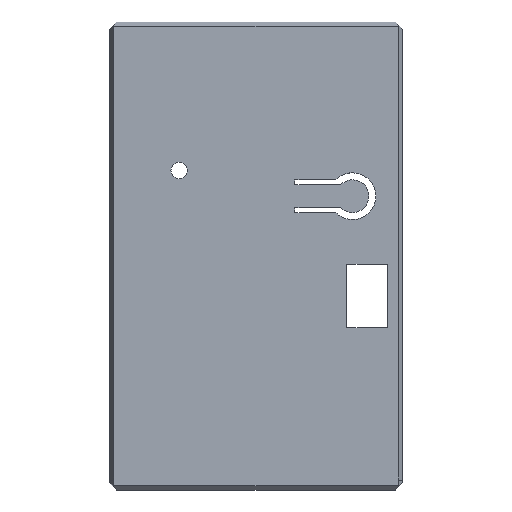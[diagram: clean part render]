
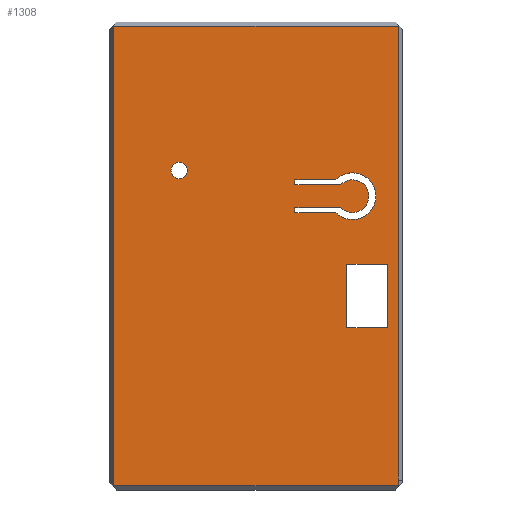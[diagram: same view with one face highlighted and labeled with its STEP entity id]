
A CAD part, top view. The second image highlights one B-rep face of the part: STEP entity #1308.
In plain terms, the highlighted planar face has unit normal (0, 0, 1).
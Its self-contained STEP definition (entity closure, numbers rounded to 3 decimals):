
#392 = VERTEX_POINT('',#393);
#393 = CARTESIAN_POINT('',(11.1,-9.4,12.6));
#399 = EDGE_CURVE('',#392,#400,#402,.T.);
#400 = VERTEX_POINT('',#401);
#401 = CARTESIAN_POINT('',(16.1,-9.4,12.6));
#402 = LINE('',#403,#404);
#403 = CARTESIAN_POINT('',(11.1,-9.4,12.6));
#404 = VECTOR('',#405,1.);
#405 = DIRECTION('',(1.,0.,0.));
#463 = VERTEX_POINT('',#464);
#464 = CARTESIAN_POINT('',(16.1,-1.6,12.6));
#470 = EDGE_CURVE('',#463,#471,#473,.T.);
#471 = VERTEX_POINT('',#472);
#472 = CARTESIAN_POINT('',(11.1,-1.6,12.6));
#473 = LINE('',#474,#475);
#474 = CARTESIAN_POINT('',(16.1,-1.6,12.6));
#475 = VECTOR('',#476,1.);
#476 = DIRECTION('',(-1.,0.,0.));
#1052 = VERTEX_POINT('',#1053);
#1053 = CARTESIAN_POINT('',(10.372,8.1,12.6));
#1059 = EDGE_CURVE('',#1052,#1060,#1062,.T.);
#1060 = VERTEX_POINT('',#1061);
#1061 = CARTESIAN_POINT('',(10.372,5.3,12.6));
#1062 = CIRCLE('',#1063,2.);
#1063 = AXIS2_PLACEMENT_3D('',#1064,#1065,#1066);
#1064 = CARTESIAN_POINT('',(11.8,6.7,12.6));
#1065 = DIRECTION('',(0.,0.,-1.));
#1066 = DIRECTION('',(1.,0.,0.));
#1084 = EDGE_CURVE('',#1052,#1085,#1087,.T.);
#1085 = VERTEX_POINT('',#1086);
#1086 = CARTESIAN_POINT('',(4.76,8.1,12.6));
#1087 = LINE('',#1088,#1089);
#1088 = CARTESIAN_POINT('',(10.372,8.1,12.6));
#1089 = VECTOR('',#1090,1.);
#1090 = DIRECTION('',(-1.,0.,0.));
#1108 = EDGE_CURVE('',#1085,#1109,#1111,.T.);
#1109 = VERTEX_POINT('',#1110);
#1110 = CARTESIAN_POINT('',(4.76,8.7,12.6));
#1111 = LINE('',#1112,#1113);
#1112 = CARTESIAN_POINT('',(4.76,8.1,12.6));
#1113 = VECTOR('',#1114,1.);
#1114 = DIRECTION('',(0.,1.,0.));
#1132 = EDGE_CURVE('',#1109,#1133,#1135,.T.);
#1133 = VERTEX_POINT('',#1134);
#1134 = CARTESIAN_POINT('',(9.76,8.7,12.6));
#1135 = LINE('',#1136,#1137);
#1136 = CARTESIAN_POINT('',(4.76,8.7,12.6));
#1137 = VECTOR('',#1138,1.);
#1138 = DIRECTION('',(1.,0.,0.));
#1156 = EDGE_CURVE('',#1133,#1157,#1159,.T.);
#1157 = VERTEX_POINT('',#1158);
#1158 = CARTESIAN_POINT('',(9.76,4.7,12.6));
#1159 = CIRCLE('',#1160,2.857);
#1160 = AXIS2_PLACEMENT_3D('',#1161,#1162,#1163);
#1161 = CARTESIAN_POINT('',(11.8,6.7,12.6));
#1162 = DIRECTION('',(0.,0.,-1.));
#1163 = DIRECTION('',(1.,0.,0.));
#1181 = EDGE_CURVE('',#1157,#1182,#1184,.T.);
#1182 = VERTEX_POINT('',#1183);
#1183 = CARTESIAN_POINT('',(4.76,4.7,12.6));
#1184 = LINE('',#1185,#1186);
#1185 = CARTESIAN_POINT('',(9.76,4.7,12.6));
#1186 = VECTOR('',#1187,1.);
#1187 = DIRECTION('',(-1.,0.,0.));
#1205 = EDGE_CURVE('',#1182,#1206,#1208,.T.);
#1206 = VERTEX_POINT('',#1207);
#1207 = CARTESIAN_POINT('',(4.76,5.3,12.6));
#1208 = LINE('',#1209,#1210);
#1209 = CARTESIAN_POINT('',(4.76,4.7,12.6));
#1210 = VECTOR('',#1211,1.);
#1211 = DIRECTION('',(0.,1.,0.));
#1229 = EDGE_CURVE('',#1206,#1060,#1230,.T.);
#1230 = LINE('',#1231,#1232);
#1231 = CARTESIAN_POINT('',(4.76,5.3,12.6));
#1232 = VECTOR('',#1233,1.);
#1233 = DIRECTION('',(1.,0.,0.));
#1272 = VERTEX_POINT('',#1273);
#1273 = CARTESIAN_POINT('',(-8.4,9.85,12.6));
#1279 = EDGE_CURVE('',#1272,#1272,#1280,.T.);
#1280 = CIRCLE('',#1281,1.);
#1281 = AXIS2_PLACEMENT_3D('',#1282,#1283,#1284);
#1282 = CARTESIAN_POINT('',(-9.4,9.85,12.6));
#1283 = DIRECTION('',(0.,0.,-1.));
#1284 = DIRECTION('',(1.,0.,0.));
#1296 = EDGE_CURVE('',#471,#392,#1297,.T.);
#1297 = LINE('',#1298,#1299);
#1298 = CARTESIAN_POINT('',(11.1,-1.6,12.6));
#1299 = VECTOR('',#1300,1.);
#1300 = DIRECTION('',(0.,-1.,0.));
#1308 = ADVANCED_FACE('',(#1309,#1359,#1370,#1373),#1383,.T.);
#1309 = FACE_BOUND('',#1310,.T.);
#1310 = EDGE_LOOP('',(#1311,#1321,#1329,#1337,#1345,#1353));
#1311 = ORIENTED_EDGE('',*,*,#1312,.F.);
#1312 = EDGE_CURVE('',#1313,#1315,#1317,.T.);
#1313 = VERTEX_POINT('',#1314);
#1314 = CARTESIAN_POINT('',(-17.4,-28.7,12.6));
#1315 = VERTEX_POINT('',#1316);
#1316 = CARTESIAN_POINT('',(-17.4,-28.,12.6));
#1317 = LINE('',#1318,#1319);
#1318 = CARTESIAN_POINT('',(-17.4,-29.2,12.6));
#1319 = VECTOR('',#1320,1.);
#1320 = DIRECTION('',(0.,1.,0.));
#1321 = ORIENTED_EDGE('',*,*,#1322,.T.);
#1322 = EDGE_CURVE('',#1313,#1323,#1325,.T.);
#1323 = VERTEX_POINT('',#1324);
#1324 = CARTESIAN_POINT('',(17.4,-28.7,12.6));
#1325 = LINE('',#1326,#1327);
#1326 = CARTESIAN_POINT('',(-17.4,-28.7,12.6));
#1327 = VECTOR('',#1328,1.);
#1328 = DIRECTION('',(1.,0.,0.));
#1329 = ORIENTED_EDGE('',*,*,#1330,.F.);
#1330 = EDGE_CURVE('',#1331,#1323,#1333,.T.);
#1331 = VERTEX_POINT('',#1332);
#1332 = CARTESIAN_POINT('',(17.4,-28.,12.6));
#1333 = LINE('',#1334,#1335);
#1334 = CARTESIAN_POINT('',(17.4,-28.,12.6));
#1335 = VECTOR('',#1336,1.);
#1336 = DIRECTION('',(-0.,-1.,-0.));
#1337 = ORIENTED_EDGE('',*,*,#1338,.F.);
#1338 = EDGE_CURVE('',#1339,#1331,#1341,.T.);
#1339 = VERTEX_POINT('',#1340);
#1340 = CARTESIAN_POINT('',(17.4,27.5,12.6));
#1341 = LINE('',#1342,#1343);
#1342 = CARTESIAN_POINT('',(17.4,28.,12.6));
#1343 = VECTOR('',#1344,1.);
#1344 = DIRECTION('',(0.,-1.,0.));
#1345 = ORIENTED_EDGE('',*,*,#1346,.F.);
#1346 = EDGE_CURVE('',#1347,#1339,#1349,.T.);
#1347 = VERTEX_POINT('',#1348);
#1348 = CARTESIAN_POINT('',(-17.4,27.5,12.6));
#1349 = LINE('',#1350,#1351);
#1350 = CARTESIAN_POINT('',(-17.9,27.5,12.6));
#1351 = VECTOR('',#1352,1.);
#1352 = DIRECTION('',(1.,0.,0.));
#1353 = ORIENTED_EDGE('',*,*,#1354,.F.);
#1354 = EDGE_CURVE('',#1315,#1347,#1355,.T.);
#1355 = LINE('',#1356,#1357);
#1356 = CARTESIAN_POINT('',(-17.4,-28.,12.6));
#1357 = VECTOR('',#1358,1.);
#1358 = DIRECTION('',(0.,1.,0.));
#1359 = FACE_BOUND('',#1360,.T.);
#1360 = EDGE_LOOP('',(#1361,#1362,#1363,#1364));
#1361 = ORIENTED_EDGE('',*,*,#399,.F.);
#1362 = ORIENTED_EDGE('',*,*,#1296,.F.);
#1363 = ORIENTED_EDGE('',*,*,#470,.F.);
#1364 = ORIENTED_EDGE('',*,*,#1365,.F.);
#1365 = EDGE_CURVE('',#400,#463,#1366,.T.);
#1366 = LINE('',#1367,#1368);
#1367 = CARTESIAN_POINT('',(16.1,-9.4,12.6));
#1368 = VECTOR('',#1369,1.);
#1369 = DIRECTION('',(0.,1.,0.));
#1370 = FACE_BOUND('',#1371,.T.);
#1371 = EDGE_LOOP('',(#1372));
#1372 = ORIENTED_EDGE('',*,*,#1279,.T.);
#1373 = FACE_BOUND('',#1374,.T.);
#1374 = EDGE_LOOP('',(#1375,#1376,#1377,#1378,#1379,#1380,#1381,#1382));
#1375 = ORIENTED_EDGE('',*,*,#1059,.F.);
#1376 = ORIENTED_EDGE('',*,*,#1084,.T.);
#1377 = ORIENTED_EDGE('',*,*,#1108,.T.);
#1378 = ORIENTED_EDGE('',*,*,#1132,.T.);
#1379 = ORIENTED_EDGE('',*,*,#1156,.T.);
#1380 = ORIENTED_EDGE('',*,*,#1181,.T.);
#1381 = ORIENTED_EDGE('',*,*,#1205,.T.);
#1382 = ORIENTED_EDGE('',*,*,#1229,.T.);
#1383 = PLANE('',#1384);
#1384 = AXIS2_PLACEMENT_3D('',#1385,#1386,#1387);
#1385 = CARTESIAN_POINT('',(0.,-0.6,12.6));
#1386 = DIRECTION('',(0.,0.,1.));
#1387 = DIRECTION('',(1.,0.,0.));
